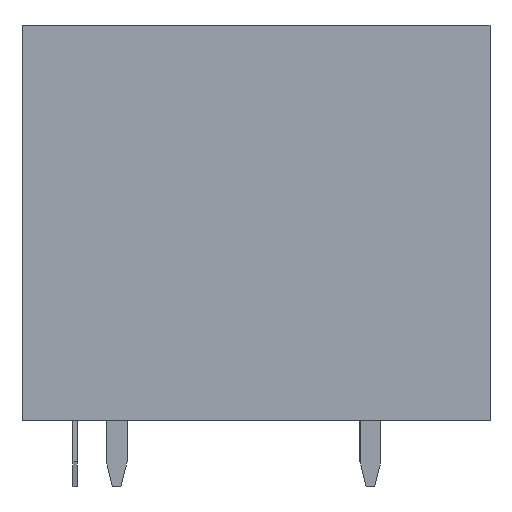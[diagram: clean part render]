
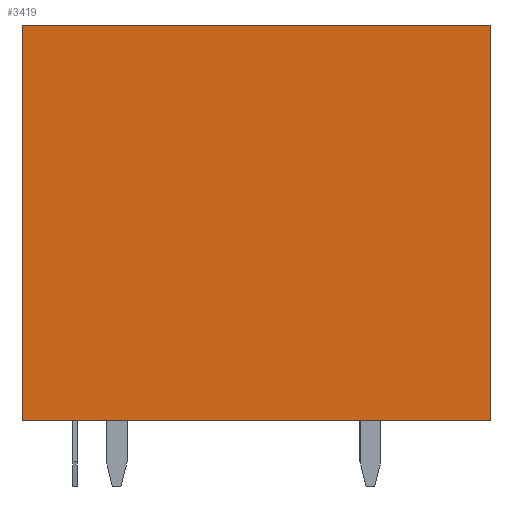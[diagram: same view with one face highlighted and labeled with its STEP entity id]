
A CAD part, front view. The second image highlights one B-rep face of the part: STEP entity #3419.
In plain terms, the highlighted planar face has unit normal (0, -1, 0).
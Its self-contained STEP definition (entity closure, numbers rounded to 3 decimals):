
#157 = VERTEX_POINT ( 'NONE', #6324 ) ;
#785 = DIRECTION ( 'NONE',  ( 0., 0., -1. ) ) ;
#1477 = VERTEX_POINT ( 'NONE', #3007 ) ;
#1522 = EDGE_CURVE ( 'NONE', #1477, #4303, #8042, .T. ) ;
#1835 = DIRECTION ( 'NONE',  ( 0., 0., -1. ) ) ;
#1921 = CARTESIAN_POINT ( 'NONE',  ( 11.25, -8.25, 18.5 ) ) ;
#2489 = PLANE ( 'NONE',  #11736 ) ;
#2546 = EDGE_CURVE ( 'NONE', #157, #1477, #4587, .T. ) ;
#2608 = CARTESIAN_POINT ( 'NONE',  ( -11.25, -8.25, 18.5 ) ) ;
#2928 = LINE ( 'NONE', #13803, #9612 ) ;
#3007 = CARTESIAN_POINT ( 'NONE',  ( 11.25, -8.25, -0.5 ) ) ;
#3419 = ADVANCED_FACE ( 'NONE', ( #7568 ), #2489, .F. ) ;
#4303 = VERTEX_POINT ( 'NONE', #14981 ) ;
#4569 = CARTESIAN_POINT ( 'NONE',  ( -11.25, -8.25, 18.5 ) ) ;
#4587 = LINE ( 'NONE', #1921, #4813 ) ;
#4813 = VECTOR ( 'NONE', #785, 1000. ) ;
#4938 = ORIENTED_EDGE ( 'NONE', *, *, #1522, .F. ) ;
#5805 = ORIENTED_EDGE ( 'NONE', *, *, #2546, .F. ) ;
#6324 = CARTESIAN_POINT ( 'NONE',  ( 11.25, -8.25, 18.5 ) ) ;
#6569 = LINE ( 'NONE', #11406, #15618 ) ;
#6726 = VERTEX_POINT ( 'NONE', #2608 ) ;
#7568 = FACE_OUTER_BOUND ( 'NONE', #13551, .T. ) ;
#8042 = LINE ( 'NONE', #13947, #14898 ) ;
#8782 = ORIENTED_EDGE ( 'NONE', *, *, #13152, .F. ) ;
#9061 = DIRECTION ( 'NONE',  ( -1., 0., 0. ) ) ;
#9612 = VECTOR ( 'NONE', #1835, 1000. ) ;
#10411 = DIRECTION ( 'NONE',  ( 0., 0., 1. ) ) ;
#11406 = CARTESIAN_POINT ( 'NONE',  ( -11.25, -8.25, 18.5 ) ) ;
#11544 = EDGE_CURVE ( 'NONE', #6726, #4303, #2928, .T. ) ;
#11736 = AXIS2_PLACEMENT_3D ( 'NONE', #4569, #14181, #10411 ) ;
#12776 = ORIENTED_EDGE ( 'NONE', *, *, #11544, .T. ) ;
#13152 = EDGE_CURVE ( 'NONE', #6726, #157, #6569, .T. ) ;
#13551 = EDGE_LOOP ( 'NONE', ( #12776, #4938, #5805, #8782 ) ) ;
#13803 = CARTESIAN_POINT ( 'NONE',  ( -11.25, -8.25, 18.5 ) ) ;
#13893 = DIRECTION ( 'NONE',  ( 1., 0., 0. ) ) ;
#13947 = CARTESIAN_POINT ( 'NONE',  ( 11.25, -8.25, -0.5 ) ) ;
#14181 = DIRECTION ( 'NONE',  ( 0., 1., 0. ) ) ;
#14898 = VECTOR ( 'NONE', #9061, 1000. ) ;
#14981 = CARTESIAN_POINT ( 'NONE',  ( -11.25, -8.25, -0.5 ) ) ;
#15618 = VECTOR ( 'NONE', #13893, 1000. ) ;
